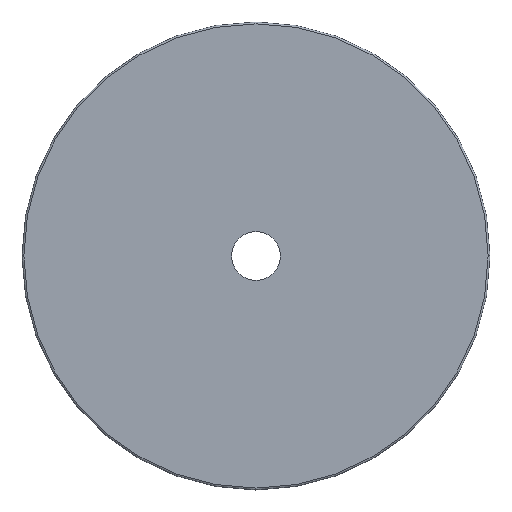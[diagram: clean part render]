
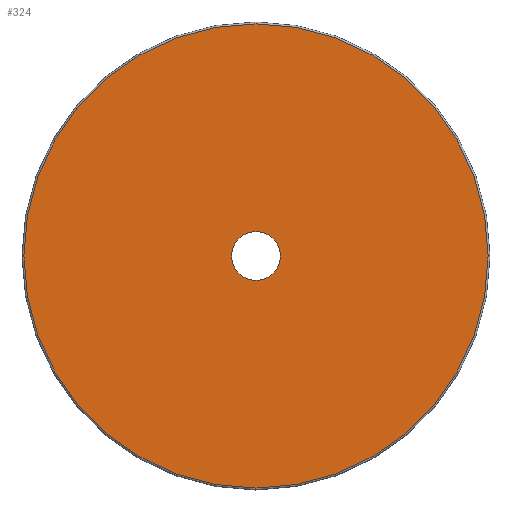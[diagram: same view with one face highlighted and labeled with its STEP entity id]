
A CAD part, top view. The second image highlights one B-rep face of the part: STEP entity #324.
In plain terms, the highlighted planar face has unit normal (0, 0, 1).
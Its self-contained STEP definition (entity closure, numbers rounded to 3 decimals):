
#3 = EDGE_CURVE ( 'NONE', #265, #274, #45, .T. ) ;
#20 = VERTEX_POINT ( 'NONE', #136 ) ;
#25 = ORIENTED_EDGE ( 'NONE', *, *, #352, .T. ) ;
#34 = ORIENTED_EDGE ( 'NONE', *, *, #261, .T. ) ;
#45 = CIRCLE ( 'NONE', #323, 2.6 ) ;
#82 = AXIS2_PLACEMENT_3D ( 'NONE', #90, #243, #179 ) ;
#90 = CARTESIAN_POINT ( 'NONE',  ( 0., 0., 3. ) ) ;
#92 = CARTESIAN_POINT ( 'NONE',  ( 0., 0., 3. ) ) ;
#93 = PLANE ( 'NONE',  #239 ) ;
#100 = AXIS2_PLACEMENT_3D ( 'NONE', #336, #353, #196 ) ;
#119 = DIRECTION ( 'NONE',  ( 0., 0., 1. ) ) ;
#127 = DIRECTION ( 'NONE',  ( 1., 0., 0. ) ) ;
#134 = CARTESIAN_POINT ( 'NONE',  ( 0., 0., 3. ) ) ;
#136 = CARTESIAN_POINT ( 'NONE',  ( 24.8, 0., 3. ) ) ;
#138 = DIRECTION ( 'NONE',  ( 1., 0., 0. ) ) ;
#145 = CARTESIAN_POINT ( 'NONE',  ( -24.8, 0., 3. ) ) ;
#167 = CIRCLE ( 'NONE', #100, 24.8 ) ;
#172 = CARTESIAN_POINT ( 'NONE',  ( 0., 0., 3. ) ) ;
#176 = EDGE_LOOP ( 'NONE', ( #263, #260 ) ) ;
#179 = DIRECTION ( 'NONE',  ( 1., 0., 0. ) ) ;
#196 = DIRECTION ( 'NONE',  ( 1., 0., 0. ) ) ;
#220 = AXIS2_PLACEMENT_3D ( 'NONE', #172, #270, #338 ) ;
#235 = CARTESIAN_POINT ( 'NONE',  ( -2.6, 0., 3. ) ) ;
#239 = AXIS2_PLACEMENT_3D ( 'NONE', #92, #305, #127 ) ;
#243 = DIRECTION ( 'NONE',  ( 0., 0., 1. ) ) ;
#250 = CARTESIAN_POINT ( 'NONE',  ( 2.6, 0., 3. ) ) ;
#260 = ORIENTED_EDGE ( 'NONE', *, *, #3, .F. ) ;
#261 = EDGE_CURVE ( 'NONE', #280, #20, #167, .T. ) ;
#263 = ORIENTED_EDGE ( 'NONE', *, *, #346, .F. ) ;
#265 = VERTEX_POINT ( 'NONE', #235 ) ;
#270 = DIRECTION ( 'NONE',  ( 0., 0., 1. ) ) ;
#274 = VERTEX_POINT ( 'NONE', #250 ) ;
#280 = VERTEX_POINT ( 'NONE', #145 ) ;
#285 = EDGE_LOOP ( 'NONE', ( #25, #34 ) ) ;
#287 = FACE_BOUND ( 'NONE', #176, .T. ) ;
#292 = FACE_OUTER_BOUND ( 'NONE', #285, .T. ) ;
#305 = DIRECTION ( 'NONE',  ( 0., 0., 1. ) ) ;
#306 = CIRCLE ( 'NONE', #82, 24.8 ) ;
#318 = CIRCLE ( 'NONE', #220, 2.6 ) ;
#323 = AXIS2_PLACEMENT_3D ( 'NONE', #134, #119, #138 ) ;
#324 = ADVANCED_FACE ( 'NONE', ( #287, #292 ), #93, .T. ) ;
#336 = CARTESIAN_POINT ( 'NONE',  ( 0., 0., 3. ) ) ;
#338 = DIRECTION ( 'NONE',  ( 1., 0., 0. ) ) ;
#346 = EDGE_CURVE ( 'NONE', #274, #265, #318, .T. ) ;
#352 = EDGE_CURVE ( 'NONE', #20, #280, #306, .T. ) ;
#353 = DIRECTION ( 'NONE',  ( 0., 0., 1. ) ) ;
